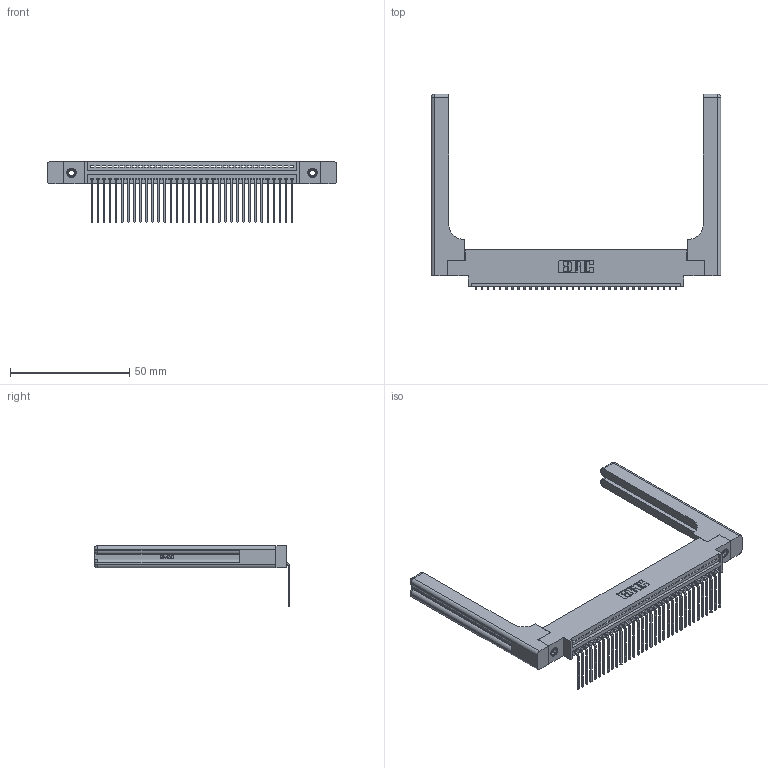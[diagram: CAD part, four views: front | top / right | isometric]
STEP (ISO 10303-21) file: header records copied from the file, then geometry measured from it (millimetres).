
FILE_DESCRIPTION (( 'STEP AP203' ), '1' );
FILE_NAME ('395-034-559-658.STEP', '2019-10-19T18:28:08', ( '' ), ( '' ), 'SwSTEP 2.0', 'SolidWorks 2016', '' );
FILE_SCHEMA (( 'CONFIG_CONTROL_DESIGN' ));
Length unit declared in the file: inch
Products named in the file (5): 345-220-058_345-220-058; 395-034-559-658; 345-250-001_345-250-001-102; 345 Part_0.170 Offset - 0.156 Dia-TH; 345-292-001_558 559 Tail - 1
Assembly tree (39 placements, depth 2):
  395-034-559-658
    345 Part_0.170 Offset - 0.156 Dia-TH
    345-292-001_558 559 Tail - 1  x34
    345-250-001_345-250-001-102  x2
    345-220-058_345-220-058  x2
Bounding box: 121.39 x 82.03 x 25.53 mm (x, y, z)
Volume: 19968.7 mm3; surface area: 21223.4 mm2
Topology: 39 solids, 39 shells, 2426 faces, 7207 edges, 4738 vertices
Faces by surface type: plane 1660, cylinder 706, bspline 36, cone 12, sphere 8, torus 4
Entity records: 32064 total; most frequent: CARTESIAN_POINT 6527, ORIENTED_EDGE 5292, DIRECTION 4658, EDGE_CURVE 2646, VECTOR 2286, LINE 2286, VERTEX_POINT 1754, AXIS2_PLACEMENT_3D 1186
